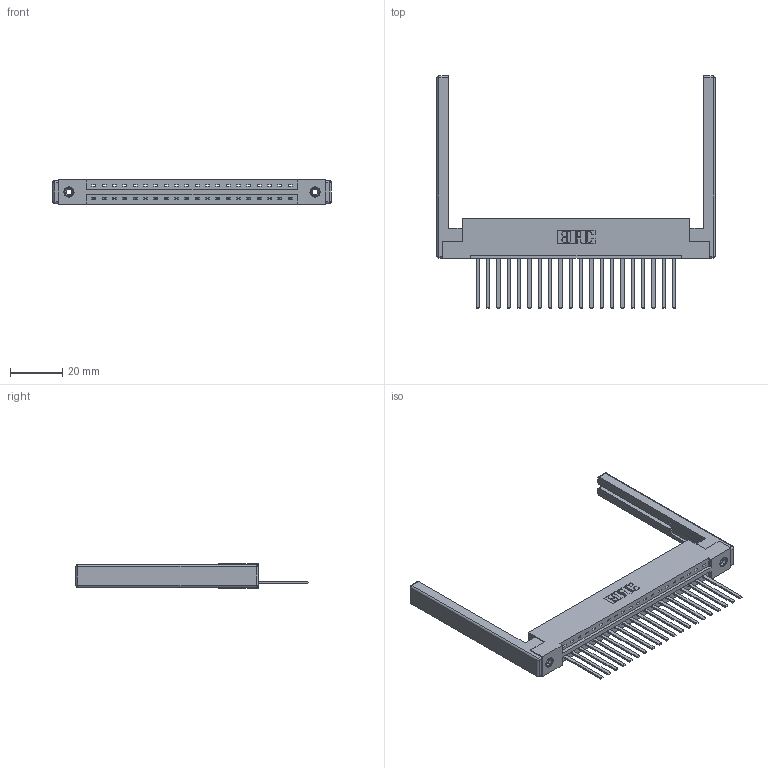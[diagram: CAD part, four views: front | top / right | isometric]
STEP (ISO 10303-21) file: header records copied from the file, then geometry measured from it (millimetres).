
FILE_DESCRIPTION (( 'STEP AP203' ), '1' );
FILE_NAME ('337-020-544-168.STEP', '2019-09-28T23:29:02', ( '' ), ( '' ), 'SwSTEP 2.0', 'SolidWorks 2016', '' );
FILE_SCHEMA (( 'CONFIG_CONTROL_DESIGN' ));
Length unit declared in the file: inch
Products named in the file (5): 337-020-544-168; 337 Part_Flush Mounting Lugs - 0.156 Dia-TI; 345-292-001_345-293-144; 345-250-001_345-250-001-102; 307-220-068
Assembly tree (25 placements, depth 2):
  337-020-544-168
    337 Part_Flush Mounting Lugs - 0.156 Dia-TI
    345-292-001_345-293-144  x20
    345-250-001_345-250-001-102  x2
    307-220-068  x2
Bounding box: 106.68 x 89.03 x 9.4 mm (x, y, z)
Volume: 15435.1 mm3; surface area: 16144.8 mm2
Topology: 25 solids, 25 shells, 1388 faces, 4101 edges, 2686 vertices
Faces by surface type: plane 998, cylinder 366, cone 12, sphere 8, torus 4
Entity records: 20288 total; most frequent: CARTESIAN_POINT 3487, ORIENTED_EDGE 3432, DIRECTION 3050, EDGE_CURVE 1716, VECTOR 1542, LINE 1542, VERTEX_POINT 1134, AXIS2_PLACEMENT_3D 754
